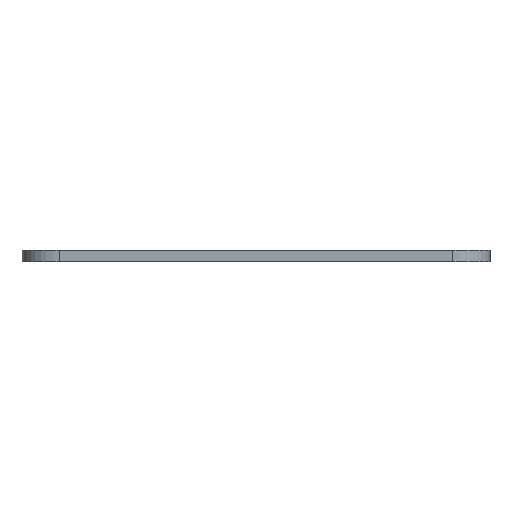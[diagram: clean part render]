
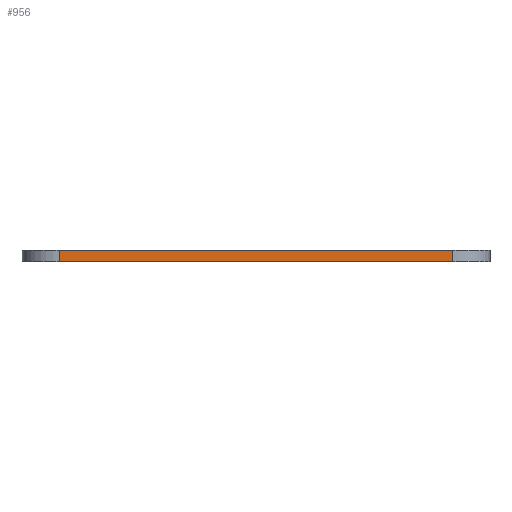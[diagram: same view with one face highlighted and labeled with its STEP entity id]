
A CAD part, front view. The second image highlights one B-rep face of the part: STEP entity #956.
In plain terms, the highlighted planar face has unit normal (0, -1, 0).
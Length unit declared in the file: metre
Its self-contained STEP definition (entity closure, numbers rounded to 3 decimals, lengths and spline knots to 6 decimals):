
#108=ORIENTED_EDGE('',*,*,#384,.T.);
#109=ORIENTED_EDGE('',*,*,#385,.T.);
#110=ORIENTED_EDGE('',*,*,#386,.F.);
#111=ORIENTED_EDGE('',*,*,#387,.T.);
#384=EDGE_CURVE('',#520,#521,#620,.T.);
#385=EDGE_CURVE('',#521,#522,#621,.F.);
#386=EDGE_CURVE('',#523,#522,#622,.T.);
#387=EDGE_CURVE('',#523,#520,#623,.T.);
#520=VERTEX_POINT('',#1446);
#521=VERTEX_POINT('',#1447);
#522=VERTEX_POINT('',#1449);
#523=VERTEX_POINT('',#1451);
#620=LINE('',#1445,#712);
#621=LINE('',#1448,#713);
#622=LINE('',#1450,#714);
#623=LINE('',#1452,#715);
#712=VECTOR('',#1147,1.);
#713=VECTOR('',#1148,1.);
#714=VECTOR('',#1149,1.);
#715=VECTOR('',#1150,1.);
#790=EDGE_LOOP('',(#108,#109,#110,#111));
#860=FACE_BOUND('',#790,.T.);
#930=PLANE('',#1019);
#956=ADVANCED_FACE('',(#860),#930,.F.);
#1019=AXIS2_PLACEMENT_3D('',#1444,#1145,#1146);
#1145=DIRECTION('',(0.,1.,0.));
#1146=DIRECTION('',(0.,0.,1.));
#1147=DIRECTION('',(1.,0.,0.));
#1148=DIRECTION('',(0.,0.,-1.));
#1149=DIRECTION('',(1.,0.,0.));
#1150=DIRECTION('',(0.,0.,-1.));
#1444=CARTESIAN_POINT('',(0.000643,-0.030629,0.0015));
#1445=CARTESIAN_POINT('',(0.000643,-0.030629,0.));
#1446=CARTESIAN_POINT('',(-0.025788,-0.030629,0.));
#1447=CARTESIAN_POINT('',(0.027075,-0.030629,0.));
#1448=CARTESIAN_POINT('',(0.027075,-0.030629,0.0015));
#1449=CARTESIAN_POINT('',(0.027075,-0.030629,0.0015));
#1450=CARTESIAN_POINT('',(0.000643,-0.030629,0.0015));
#1451=CARTESIAN_POINT('',(-0.025788,-0.030629,0.0015));
#1452=CARTESIAN_POINT('',(-0.025788,-0.030629,0.0015));
